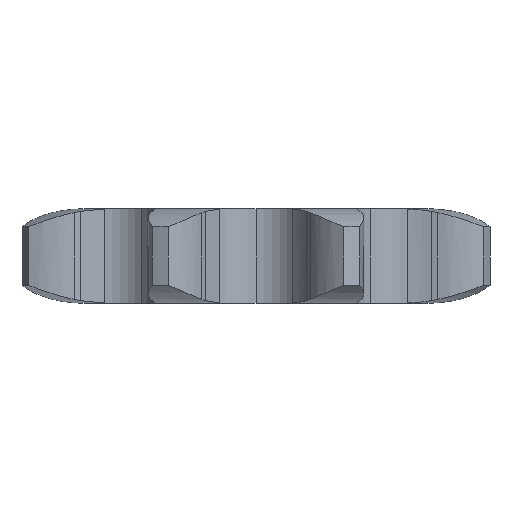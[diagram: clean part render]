
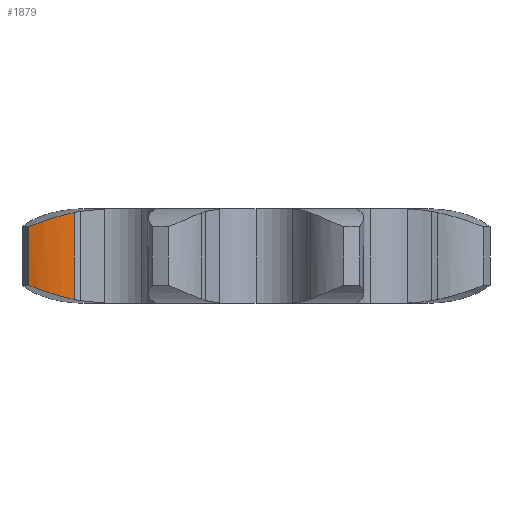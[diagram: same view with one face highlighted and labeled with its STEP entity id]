
A CAD part, left-side view. The second image highlights one B-rep face of the part: STEP entity #1879.
In plain terms, the highlighted cylindrical face has radius 16.451 mm (diameter 32.902 mm), a partial arc.
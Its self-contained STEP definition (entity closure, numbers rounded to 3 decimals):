
#90 = TOROIDAL_SURFACE('',#91,34.498,32.);
#91 = AXIS2_PLACEMENT_3D('',#92,#93,#94);
#92 = CARTESIAN_POINT('',(0.,0.,32.));
#93 = DIRECTION('',(0.,0.,1.));
#94 = DIRECTION('',(1.,0.,0.));
#127 = CYLINDRICAL_SURFACE('',#128,49.05);
#128 = AXIS2_PLACEMENT_3D('',#129,#130,#131);
#129 = CARTESIAN_POINT('',(0.,0.,3.5));
#130 = DIRECTION('',(0.,0.,1.));
#131 = DIRECTION('',(1.,0.,0.));
#171 = TOROIDAL_SURFACE('',#172,34.498,32.);
#172 = AXIS2_PLACEMENT_3D('',#173,#174,#175);
#173 = CARTESIAN_POINT('',(0.,0.,-13.5)
  );
#174 = DIRECTION('',(0.,0.,1.));
#175 = DIRECTION('',(1.,0.,0.));
#285 = VERTEX_POINT('',#286);
#286 = CARTESIAN_POINT('',(-20.335,44.636,15.));
#308 = EDGE_CURVE('',#285,#309,#311,.T.);
#309 = VERTEX_POINT('',#310);
#310 = CARTESIAN_POINT('',(-20.69,35.699,
    17.777));
#311 = SURFACE_CURVE('',#312,(#325,#341),.PCURVE_S1.);
#312 = B_SPLINE_CURVE_WITH_KNOTS('',6,(#313,#314,#315,#316,#317,#318,
    #319,#320,#321,#322,#323,#324),.UNSPECIFIED.,.F.,.F.,(7,5,7),(0.,
    0.531,1.),.UNSPECIFIED.);
#313 = CARTESIAN_POINT('',(-20.335,44.636,15.));
#314 = CARTESIAN_POINT('',(-20.574,43.902,
    15.291));
#315 = CARTESIAN_POINT('',(-20.773,43.151,
    15.577));
#316 = CARTESIAN_POINT('',(-20.931,42.384,
    15.857));
#317 = CARTESIAN_POINT('',(-21.045,41.604,
    16.129));
#318 = CARTESIAN_POINT('',(-21.114,40.813,
    16.39));
#319 = CARTESIAN_POINT('',(-21.158,39.304,
    16.859));
#320 = CARTESIAN_POINT('',(-21.142,38.589,
    17.069));
#321 = CARTESIAN_POINT('',(-21.088,37.868,
    17.268));
#322 = CARTESIAN_POINT('',(-20.995,37.145,
    17.453));
#323 = CARTESIAN_POINT('',(-20.863,36.421,
    17.623));
#324 = CARTESIAN_POINT('',(-20.69,35.699,
    17.777));
#325 = PCURVE('',#171,#326);
#326 = DEFINITIONAL_REPRESENTATION('',(#327),#340);
#327 = B_SPLINE_CURVE_WITH_KNOTS('',6,(#328,#329,#330,#331,#332,#333,
    #334,#335,#336,#337,#338,#339),.UNSPECIFIED.,.F.,.F.,(7,5,7),(0.,
    0.531,1.),.UNSPECIFIED.);
#328 = CARTESIAN_POINT('',(1.998,1.099));
#329 = CARTESIAN_POINT('',(2.009,1.119));
#330 = CARTESIAN_POINT('',(2.019,1.139));
#331 = CARTESIAN_POINT('',(2.029,1.161));
#332 = CARTESIAN_POINT('',(2.039,1.182));
#333 = CARTESIAN_POINT('',(2.048,1.205));
#334 = CARTESIAN_POINT('',(2.065,1.249));
#335 = CARTESIAN_POINT('',(2.072,1.269));
#336 = CARTESIAN_POINT('',(2.079,1.291));
#337 = CARTESIAN_POINT('',(2.085,1.313));
#338 = CARTESIAN_POINT('',(2.091,1.335));
#339 = CARTESIAN_POINT('',(2.096,1.358));
#340 = ( GEOMETRIC_REPRESENTATION_CONTEXT(2) 
PARAMETRIC_REPRESENTATION_CONTEXT() REPRESENTATION_CONTEXT('2D SPACE',''
  ) );
#341 = PCURVE('',#342,#347);
#342 = CYLINDRICAL_SURFACE('',#343,16.451);
#343 = AXIS2_PLACEMENT_3D('',#344,#345,#346);
#344 = CARTESIAN_POINT('',(-4.693,39.539,0.));
#345 = DIRECTION('',(0.,0.,-1.));
#346 = DIRECTION('',(-0.972,-0.233,-0.));
#347 = DEFINITIONAL_REPRESENTATION('',(#348),#361);
#348 = B_SPLINE_CURVE_WITH_KNOTS('',6,(#349,#350,#351,#352,#353,#354,
    #355,#356,#357,#358,#359,#360),.UNSPECIFIED.,.F.,.F.,(7,5,7),(0.,
    0.531,1.),.UNSPECIFIED.);
#349 = CARTESIAN_POINT('',(0.551,-15.));
#350 = CARTESIAN_POINT('',(0.504,-15.291));
#351 = CARTESIAN_POINT('',(0.457,-15.577));
#352 = CARTESIAN_POINT('',(0.409,-15.857));
#353 = CARTESIAN_POINT('',(0.361,-16.129));
#354 = CARTESIAN_POINT('',(0.313,-16.39));
#355 = CARTESIAN_POINT('',(0.221,-16.859));
#356 = CARTESIAN_POINT('',(0.178,-17.069));
#357 = CARTESIAN_POINT('',(0.134,-17.268));
#358 = CARTESIAN_POINT('',(0.09,-17.453));
#359 = CARTESIAN_POINT('',(0.045,-17.623));
#360 = CARTESIAN_POINT('',(0.,-17.777));
#361 = ( GEOMETRIC_REPRESENTATION_CONTEXT(2) 
PARAMETRIC_REPRESENTATION_CONTEXT() REPRESENTATION_CONTEXT('2D SPACE',''
  ) );
#383 = CYLINDRICAL_SURFACE('',#384,24.851);
#384 = AXIS2_PLACEMENT_3D('',#385,#386,#387);
#385 = CARTESIAN_POINT('',(3.614,40.884,0.));
#386 = DIRECTION('',(0.,0.,-1.));
#387 = DIRECTION('',(-0.966,-0.258,-0.));
#589 = VERTEX_POINT('',#590);
#590 = CARTESIAN_POINT('',(-20.335,44.636,3.5));
#612 = EDGE_CURVE('',#285,#589,#613,.T.);
#613 = SURFACE_CURVE('',#614,(#618,#625),.PCURVE_S1.);
#614 = LINE('',#615,#616);
#615 = CARTESIAN_POINT('',(-20.335,44.636,0.));
#616 = VECTOR('',#617,1.);
#617 = DIRECTION('',(0.,0.,-1.));
#618 = PCURVE('',#127,#619);
#619 = DEFINITIONAL_REPRESENTATION('',(#620),#624);
#620 = LINE('',#621,#622);
#621 = CARTESIAN_POINT('',(1.998,-3.5));
#622 = VECTOR('',#623,1.);
#623 = DIRECTION('',(0.,-1.));
#624 = ( GEOMETRIC_REPRESENTATION_CONTEXT(2) 
PARAMETRIC_REPRESENTATION_CONTEXT() REPRESENTATION_CONTEXT('2D SPACE',''
  ) );
#625 = PCURVE('',#342,#626);
#626 = DEFINITIONAL_REPRESENTATION('',(#627),#631);
#627 = LINE('',#628,#629);
#628 = CARTESIAN_POINT('',(0.551,0.));
#629 = VECTOR('',#630,1.);
#630 = DIRECTION('',(0.,1.));
#631 = ( GEOMETRIC_REPRESENTATION_CONTEXT(2) 
PARAMETRIC_REPRESENTATION_CONTEXT() REPRESENTATION_CONTEXT('2D SPACE',''
  ) );
#769 = VERTEX_POINT('',#770);
#770 = CARTESIAN_POINT('',(-20.69,35.699,
    0.723));
#797 = EDGE_CURVE('',#769,#589,#798,.T.);
#798 = SURFACE_CURVE('',#799,(#812,#828),.PCURVE_S1.);
#799 = B_SPLINE_CURVE_WITH_KNOTS('',6,(#800,#801,#802,#803,#804,#805,
    #806,#807,#808,#809,#810,#811),.UNSPECIFIED.,.F.,.F.,(7,5,7),(0.,
    0.471,1.),.UNSPECIFIED.);
#800 = CARTESIAN_POINT('',(-20.69,35.699,
    0.723));
#801 = CARTESIAN_POINT('',(-20.863,36.423,0.877
    ));
#802 = CARTESIAN_POINT('',(-20.996,37.149,
    1.048));
#803 = CARTESIAN_POINT('',(-21.089,37.875,
    1.234));
#804 = CARTESIAN_POINT('',(-21.142,38.598,
    1.434));
#805 = CARTESIAN_POINT('',(-21.158,39.315,
    1.644));
#806 = CARTESIAN_POINT('',(-21.113,40.824,2.113
    ));
#807 = CARTESIAN_POINT('',(-21.044,41.613,
    2.374));
#808 = CARTESIAN_POINT('',(-20.929,42.391,
    2.645));
#809 = CARTESIAN_POINT('',(-20.772,43.155,
    2.925));
#810 = CARTESIAN_POINT('',(-20.573,43.904,3.21
    ));
#811 = CARTESIAN_POINT('',(-20.335,44.636,3.5));
#812 = PCURVE('',#90,#813);
#813 = DEFINITIONAL_REPRESENTATION('',(#814),#827);
#814 = B_SPLINE_CURVE_WITH_KNOTS('',6,(#815,#816,#817,#818,#819,#820,
    #821,#822,#823,#824,#825,#826),.UNSPECIFIED.,.F.,.F.,(7,5,7),(0.,
    0.471,1.),.UNSPECIFIED.);
#815 = CARTESIAN_POINT('',(2.096,4.925));
#816 = CARTESIAN_POINT('',(2.091,4.948));
#817 = CARTESIAN_POINT('',(2.085,4.971));
#818 = CARTESIAN_POINT('',(2.079,4.993));
#819 = CARTESIAN_POINT('',(2.072,5.014));
#820 = CARTESIAN_POINT('',(2.064,5.035));
#821 = CARTESIAN_POINT('',(2.048,5.079));
#822 = CARTESIAN_POINT('',(2.039,5.101));
#823 = CARTESIAN_POINT('',(2.029,5.123));
#824 = CARTESIAN_POINT('',(2.019,5.144));
#825 = CARTESIAN_POINT('',(2.009,5.165));
#826 = CARTESIAN_POINT('',(1.998,5.184));
#827 = ( GEOMETRIC_REPRESENTATION_CONTEXT(2) 
PARAMETRIC_REPRESENTATION_CONTEXT() REPRESENTATION_CONTEXT('2D SPACE',''
  ) );
#828 = PCURVE('',#342,#829);
#829 = DEFINITIONAL_REPRESENTATION('',(#830),#843);
#830 = B_SPLINE_CURVE_WITH_KNOTS('',6,(#831,#832,#833,#834,#835,#836,
    #837,#838,#839,#840,#841,#842),.UNSPECIFIED.,.F.,.F.,(7,5,7),(0.,
    0.471,1.),.UNSPECIFIED.);
#831 = CARTESIAN_POINT('',(0.,-0.723));
#832 = CARTESIAN_POINT('',(0.045,-0.877));
#833 = CARTESIAN_POINT('',(0.09,-1.048));
#834 = CARTESIAN_POINT('',(0.134,-1.234));
#835 = CARTESIAN_POINT('',(0.178,-1.434));
#836 = CARTESIAN_POINT('',(0.222,-1.644));
#837 = CARTESIAN_POINT('',(0.314,-2.113));
#838 = CARTESIAN_POINT('',(0.362,-2.374));
#839 = CARTESIAN_POINT('',(0.409,-2.645));
#840 = CARTESIAN_POINT('',(0.457,-2.925));
#841 = CARTESIAN_POINT('',(0.504,-3.21));
#842 = CARTESIAN_POINT('',(0.551,-3.5));
#843 = ( GEOMETRIC_REPRESENTATION_CONTEXT(2) 
PARAMETRIC_REPRESENTATION_CONTEXT() REPRESENTATION_CONTEXT('2D SPACE',''
  ) );
#1859 = EDGE_CURVE('',#769,#309,#1860,.T.);
#1860 = SURFACE_CURVE('',#1861,(#1865,#1872),.PCURVE_S1.);
#1861 = LINE('',#1862,#1863);
#1862 = CARTESIAN_POINT('',(-20.69,35.699,0.));
#1863 = VECTOR('',#1864,1.);
#1864 = DIRECTION('',(0.,0.,1.));
#1865 = PCURVE('',#383,#1866);
#1866 = DEFINITIONAL_REPRESENTATION('',(#1867),#1871);
#1867 = LINE('',#1868,#1869);
#1868 = CARTESIAN_POINT('',(0.051,0.));
#1869 = VECTOR('',#1870,1.);
#1870 = DIRECTION('',(0.,-1.));
#1871 = ( GEOMETRIC_REPRESENTATION_CONTEXT(2) 
PARAMETRIC_REPRESENTATION_CONTEXT() REPRESENTATION_CONTEXT('2D SPACE',''
  ) );
#1872 = PCURVE('',#342,#1873);
#1873 = DEFINITIONAL_REPRESENTATION('',(#1874),#1878);
#1874 = LINE('',#1875,#1876);
#1875 = CARTESIAN_POINT('',(0.,0.));
#1876 = VECTOR('',#1877,1.);
#1877 = DIRECTION('',(0.,-1.));
#1878 = ( GEOMETRIC_REPRESENTATION_CONTEXT(2) 
PARAMETRIC_REPRESENTATION_CONTEXT() REPRESENTATION_CONTEXT('2D SPACE',''
  ) );
#1879 = ADVANCED_FACE('',(#1880),#342,.T.);
#1880 = FACE_BOUND('',#1881,.T.);
#1881 = EDGE_LOOP('',(#1882,#1883,#1884,#1885));
#1882 = ORIENTED_EDGE('',*,*,#797,.F.);
#1883 = ORIENTED_EDGE('',*,*,#1859,.T.);
#1884 = ORIENTED_EDGE('',*,*,#308,.F.);
#1885 = ORIENTED_EDGE('',*,*,#612,.T.);
